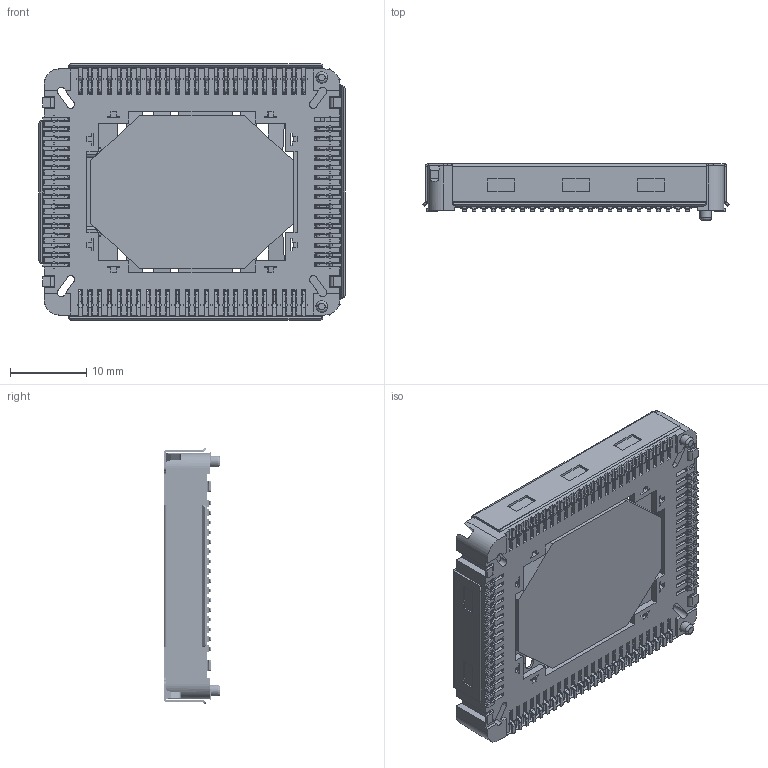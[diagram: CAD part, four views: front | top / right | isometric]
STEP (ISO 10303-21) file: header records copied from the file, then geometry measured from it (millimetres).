
FILE_DESCRIPTION (( 'STEP AP203' ), '1' );
FILE_NAME ('PICO_SERIAL_SOCKET_THERMAL PAD_SIMPLE1.STEP', '2019-08-26T22:15:32', ( '' ), ( '' ), 'SwSTEP 2.0', 'SolidWorks 2010', '' );
FILE_SCHEMA (( 'CONFIG_CONTROL_DESIGN' ));
Products named in the file (1): PICO_SERIAL_SOCKET_THERMAL PAD_SIMPLE1
Bounding box: 40.13 x 7.4 x 33.63 mm (x, y, z)
Volume: 3627 mm3; surface area: 10186.1 mm2
Topology: 3 solids, 3 shells, 7121 faces, 22724 edges, 14865 vertices
Faces by surface type: plane 4508, cylinder 1992, cone 557, bspline 38, torus 26
Entity records: 257390 total; most frequent: CARTESIAN_POINT 64835, ORIENTED_EDGE 45448, DIRECTION 32661, EDGE_CURVE 22724, VECTOR 16691, LINE 16691, VERTEX_POINT 14865, AXIS2_PLACEMENT_3D 7985
